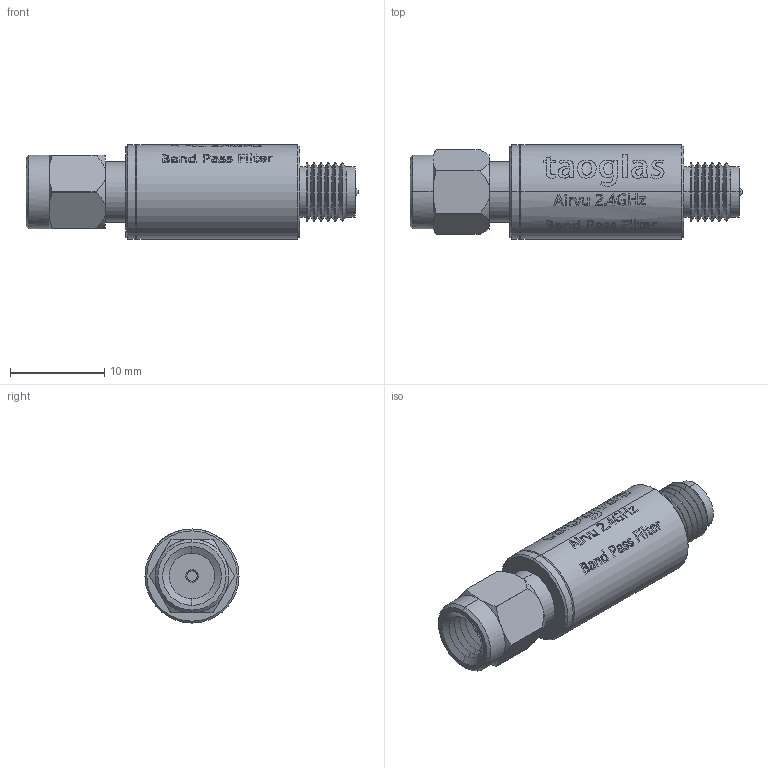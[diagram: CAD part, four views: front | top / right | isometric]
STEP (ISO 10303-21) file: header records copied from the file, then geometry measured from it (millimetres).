
FILE_DESCRIPTION (( 'STEP AP214' ), '1' );
FILE_NAME ('BPF.24.01_web.STEP', '2022-03-15T09:29:58', ( '' ), ( '' ), 'SwSTEP 2.0', 'SolidWorks 2018', '' );
FILE_SCHEMA (( 'AUTOMOTIVE_DESIGN' ));
Length unit declared in the file: millimetre
Products named in the file (1): BPF.24.01_web
Bounding box: 35.3 x 10 x 10 mm (x, y, z)
Volume: 1936.9 mm3; surface area: 1446.8 mm2
Topology: 1 solids, 1 shells, 174 faces, 662 edges, 546 vertices
Faces by surface type: cylinder 85, cone 66, plane 23
Entity records: 12866 total; most frequent: CARTESIAN_POINT 5902, ORIENTED_EDGE 1324, DIRECTION 732, EDGE_CURVE 662, VERTEX_POINT 546, B_SPLINE_CURVE_WITH_KNOTS 416, AXIS2_PLACEMENT_3D 311, EDGE_LOOP 230
